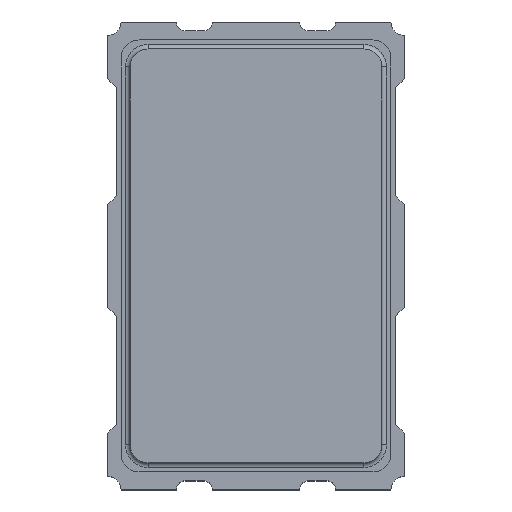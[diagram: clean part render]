
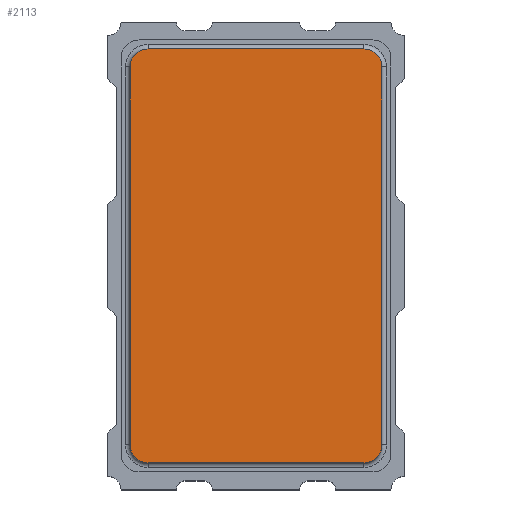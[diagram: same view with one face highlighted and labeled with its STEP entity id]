
A CAD part, top view. The second image highlights one B-rep face of the part: STEP entity #2113.
In plain terms, the highlighted planar face has unit normal (0, 0, 1).
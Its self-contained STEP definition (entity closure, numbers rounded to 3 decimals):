
#20=CIRCLE('',#2236,0.2);
#22=CIRCLE('',#2240,0.2);
#24=CIRCLE('',#2244,0.2);
#26=CIRCLE('',#2248,0.2);
#157=FACE_OUTER_BOUND('',#279,.T.);
#279=EDGE_LOOP('',(#1508,#1509,#1510,#1511,#1512,#1513,#1514,#1515));
#422=LINE('',#3128,#670);
#426=LINE('',#3140,#674);
#430=LINE('',#3152,#678);
#434=LINE('',#3163,#682);
#670=VECTOR('',#2505,4.2);
#674=VECTOR('',#2517,2.4);
#678=VECTOR('',#2529,4.2);
#682=VECTOR('',#2541,2.4);
#899=VERTEX_POINT('',#3118);
#900=VERTEX_POINT('',#3119);
#903=VERTEX_POINT('',#3127);
#905=VERTEX_POINT('',#3133);
#907=VERTEX_POINT('',#3139);
#909=VERTEX_POINT('',#3145);
#911=VERTEX_POINT('',#3151);
#913=VERTEX_POINT('',#3157);
#1117=EDGE_CURVE('',#899,#900,#20,.T.);
#1121=EDGE_CURVE('',#900,#903,#422,.T.);
#1124=EDGE_CURVE('',#903,#905,#22,.T.);
#1127=EDGE_CURVE('',#905,#907,#426,.T.);
#1130=EDGE_CURVE('',#907,#909,#24,.T.);
#1133=EDGE_CURVE('',#909,#911,#430,.T.);
#1136=EDGE_CURVE('',#911,#913,#26,.T.);
#1139=EDGE_CURVE('',#913,#899,#434,.T.);
#1508=ORIENTED_EDGE('',*,*,#1139,.T.);
#1509=ORIENTED_EDGE('',*,*,#1117,.T.);
#1510=ORIENTED_EDGE('',*,*,#1121,.T.);
#1511=ORIENTED_EDGE('',*,*,#1124,.T.);
#1512=ORIENTED_EDGE('',*,*,#1127,.T.);
#1513=ORIENTED_EDGE('',*,*,#1130,.T.);
#1514=ORIENTED_EDGE('',*,*,#1133,.T.);
#1515=ORIENTED_EDGE('',*,*,#1136,.T.);
#2019=PLANE('',#2251);
#2113=ADVANCED_FACE('',(#157),#2019,.T.);
#2236=AXIS2_PLACEMENT_3D('',#3120,#2497,#2498);
#2240=AXIS2_PLACEMENT_3D('',#3134,#2510,#2511);
#2244=AXIS2_PLACEMENT_3D('',#3146,#2522,#2523);
#2248=AXIS2_PLACEMENT_3D('',#3158,#2534,#2535);
#2251=AXIS2_PLACEMENT_3D('',#3165,#2543,#2544);
#2497=DIRECTION('center_axis',(0.,0.,1.));
#2498=DIRECTION('ref_axis',(0.,-1.,0.));
#2505=DIRECTION('',(0.,1.,0.));
#2510=DIRECTION('center_axis',(0.,0.,1.));
#2511=DIRECTION('ref_axis',(1.,0.,0.));
#2517=DIRECTION('',(-1.,0.,0.));
#2522=DIRECTION('center_axis',(0.,0.,1.));
#2523=DIRECTION('ref_axis',(0.,1.,0.));
#2529=DIRECTION('',(0.,-1.,0.));
#2534=DIRECTION('center_axis',(0.,0.,1.));
#2535=DIRECTION('ref_axis',(-1.,0.,0.));
#2541=DIRECTION('',(1.,0.,0.));
#2543=DIRECTION('center_axis',(0.,0.,1.));
#2544=DIRECTION('ref_axis',(1.,0.,0.));
#3118=CARTESIAN_POINT('',(1.2,-2.3,1.3));
#3119=CARTESIAN_POINT('',(1.4,-2.1,1.3));
#3120=CARTESIAN_POINT('Origin',(1.2,-2.1,1.3));
#3127=CARTESIAN_POINT('',(1.4,2.1,1.3));
#3128=CARTESIAN_POINT('',(1.4,-2.1,1.3));
#3133=CARTESIAN_POINT('',(1.2,2.3,1.3));
#3134=CARTESIAN_POINT('Origin',(1.2,2.1,1.3));
#3139=CARTESIAN_POINT('',(-1.2,2.3,1.3));
#3140=CARTESIAN_POINT('',(1.2,2.3,1.3));
#3145=CARTESIAN_POINT('',(-1.4,2.1,1.3));
#3146=CARTESIAN_POINT('Origin',(-1.2,2.1,1.3));
#3151=CARTESIAN_POINT('',(-1.4,-2.1,1.3));
#3152=CARTESIAN_POINT('',(-1.4,2.1,1.3));
#3157=CARTESIAN_POINT('',(-1.2,-2.3,1.3));
#3158=CARTESIAN_POINT('Origin',(-1.2,-2.1,1.3));
#3163=CARTESIAN_POINT('',(-1.2,-2.3,1.3));
#3165=CARTESIAN_POINT('Origin',(0.,0.,
1.3));
